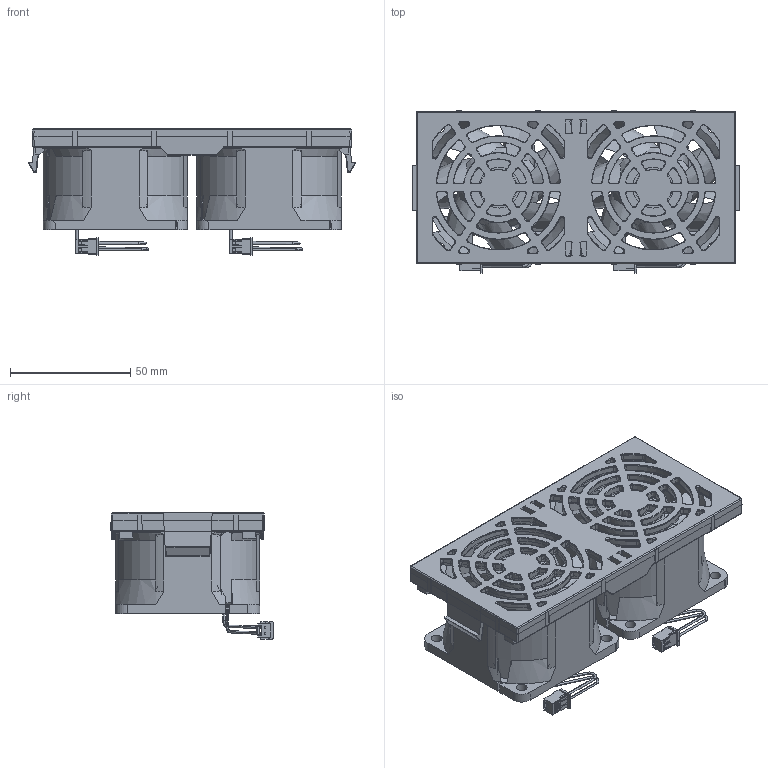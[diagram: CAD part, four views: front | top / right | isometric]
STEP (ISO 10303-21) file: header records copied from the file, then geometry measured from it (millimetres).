
FILE_DESCRIPTION (( 'STEP AP214' ), '1' );
FILE_NAME ('10002552384swa000 w ext 3 Grill COMPLETE 1.STEP', '2021-07-14T16:38:28', ( '' ), ( '' ), 'SwSTEP 2.0', 'SolidWorks 2017', '' );
FILE_SCHEMA (( 'AUTOMOTIVE_DESIGN' ));
Length unit declared in the file: inch
Products named in the file (1): 10002552384swa000 w ext 3 Grill COMPLETE 1
Bounding box: 135.95 x 67.45 x 52.6 mm (x, y, z)
Volume: 124845.7 mm3; surface area: 90950.6 mm2
Topology: 11 solids, 11 shells, 3693 faces, 10024 edges, 6313 vertices
Faces by surface type: bspline 1686, plane 1256, cylinder 659, cone 76, torus 16
Entity records: 180699 total; most frequent: CARTESIAN_POINT 86880, ORIENTED_EDGE 20048, DIRECTION 11775, EDGE_CURVE 10024, VERTEX_POINT 6313, VECTOR 4387, LINE 4387, EDGE_LOOP 3857
